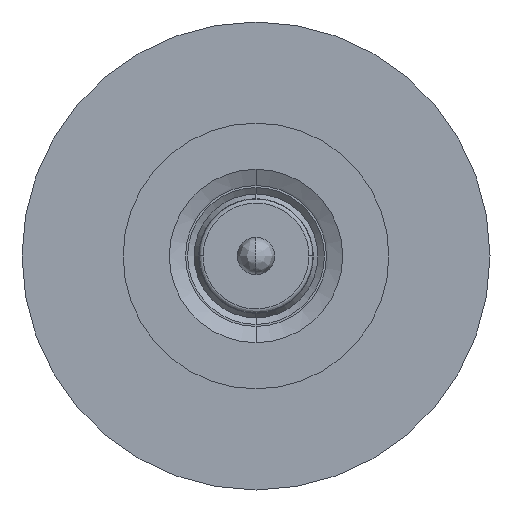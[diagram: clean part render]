
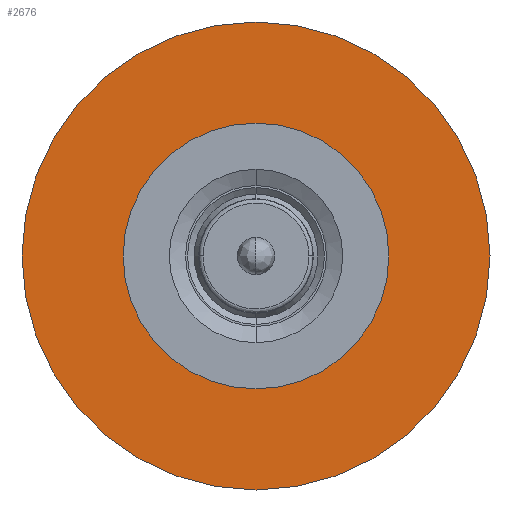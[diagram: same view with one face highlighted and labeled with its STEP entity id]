
A CAD part, front view. The second image highlights one B-rep face of the part: STEP entity #2676.
In plain terms, the highlighted planar face has unit normal (0, -1, 0).
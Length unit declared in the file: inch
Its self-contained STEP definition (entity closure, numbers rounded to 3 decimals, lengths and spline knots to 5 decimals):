
#156 = EDGE_CURVE ( 'NONE', #487, #980, #3045, .T. ) ;
#189 = CARTESIAN_POINT ( 'NONE',  ( 0.02816, 0., 0.54323 ) ) ;
#192 = CARTESIAN_POINT ( 'NONE',  ( 0.02816, 0., -0.63677 ) ) ;
#204 = AXIS2_PLACEMENT_3D ( 'NONE', #719, #2425, #982 ) ;
#345 = EDGE_CURVE ( 'NONE', #2058, #1021, #727, .T. ) ;
#349 = CARTESIAN_POINT ( 'NONE',  ( 0.02816, 0., -0.04677 ) ) ;
#394 = ORIENTED_EDGE ( 'NONE', *, *, #345, .F. ) ;
#471 = CARTESIAN_POINT ( 'NONE',  ( 0.02816, 0., -0.38177 ) ) ;
#484 = AXIS2_PLACEMENT_3D ( 'NONE', #349, #2044, #602 ) ;
#487 = VERTEX_POINT ( 'NONE', #189 ) ;
#493 = DIRECTION ( 'NONE',  ( 0., 1., 0. ) ) ;
#602 = DIRECTION ( 'NONE',  ( 0., 0., -1. ) ) ;
#687 = AXIS2_PLACEMENT_3D ( 'NONE', #2611, #2663, #1371 ) ;
#719 = CARTESIAN_POINT ( 'NONE',  ( 0.02816, 0., -0.04677 ) ) ;
#727 = CIRCLE ( 'NONE', #687, 0.335 ) ;
#918 = CIRCLE ( 'NONE', #1636, 0.59 ) ;
#964 = ORIENTED_EDGE ( 'NONE', *, *, #1096, .F. ) ;
#980 = VERTEX_POINT ( 'NONE', #192 ) ;
#982 = DIRECTION ( 'NONE',  ( 0., 0., 1. ) ) ;
#1021 = VERTEX_POINT ( 'NONE', #471 ) ;
#1096 = EDGE_CURVE ( 'NONE', #980, #487, #918, .T. ) ;
#1161 = FACE_OUTER_BOUND ( 'NONE', #1794, .T. ) ;
#1196 = ORIENTED_EDGE ( 'NONE', *, *, #156, .F. ) ;
#1233 = AXIS2_PLACEMENT_3D ( 'NONE', #2160, #2148, #1934 ) ;
#1371 = DIRECTION ( 'NONE',  ( 0., 0., -1. ) ) ;
#1439 = CARTESIAN_POINT ( 'NONE',  ( 0.02816, 0., 0.28823 ) ) ;
#1636 = AXIS2_PLACEMENT_3D ( 'NONE', #1936, #493, #2175 ) ;
#1642 = FACE_BOUND ( 'NONE', #2824, .T. ) ;
#1794 = EDGE_LOOP ( 'NONE', ( #964, #1196 ) ) ;
#1934 = DIRECTION ( 'NONE',  ( 0., 0., -1. ) ) ;
#1936 = CARTESIAN_POINT ( 'NONE',  ( 0.02816, 0., -0.04677 ) ) ;
#2044 = DIRECTION ( 'NONE',  ( 0., -1., 0. ) ) ;
#2058 = VERTEX_POINT ( 'NONE', #1439 ) ;
#2148 = DIRECTION ( 'NONE',  ( 0., 1., 0. ) ) ;
#2160 = CARTESIAN_POINT ( 'NONE',  ( 0.02816, 0., -0.04677 ) ) ;
#2165 = PLANE ( 'NONE',  #204 ) ;
#2175 = DIRECTION ( 'NONE',  ( 0., 0., -1. ) ) ;
#2179 = ORIENTED_EDGE ( 'NONE', *, *, #2942, .F. ) ;
#2425 = DIRECTION ( 'NONE',  ( 0., 1., 0. ) ) ;
#2611 = CARTESIAN_POINT ( 'NONE',  ( 0.02816, 0., -0.04677 ) ) ;
#2663 = DIRECTION ( 'NONE',  ( 0., -1., 0. ) ) ;
#2676 = ADVANCED_FACE ( 'NONE', ( #1642, #1161 ), #2165, .F. ) ;
#2754 = CIRCLE ( 'NONE', #484, 0.335 ) ;
#2824 = EDGE_LOOP ( 'NONE', ( #2179, #394 ) ) ;
#2942 = EDGE_CURVE ( 'NONE', #1021, #2058, #2754, .T. ) ;
#3045 = CIRCLE ( 'NONE', #1233, 0.59 ) ;
